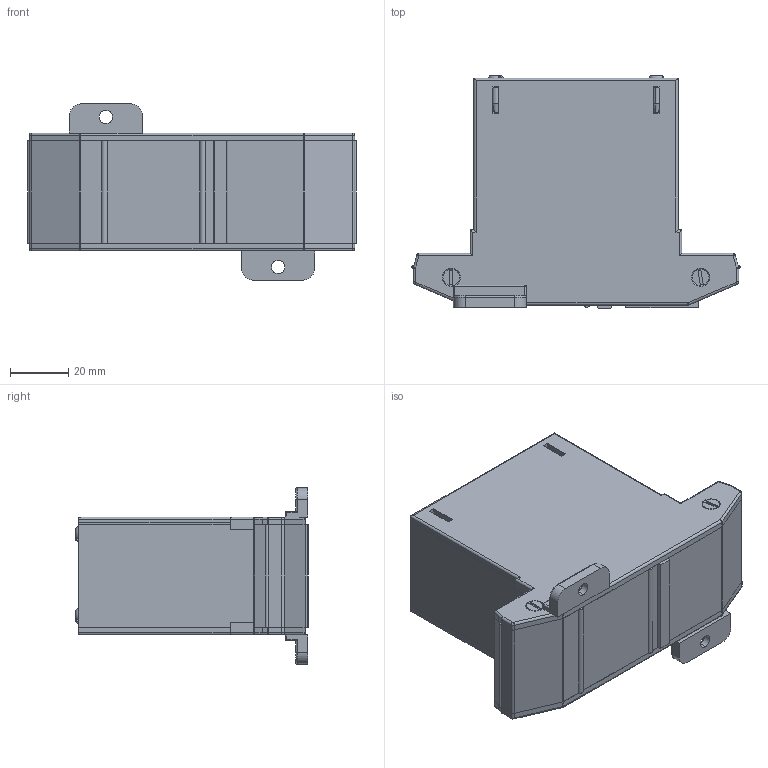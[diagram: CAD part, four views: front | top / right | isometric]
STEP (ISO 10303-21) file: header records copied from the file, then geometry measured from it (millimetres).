
FILE_DESCRIPTION (( 'STEP AP214' ), '1' );
FILE_NAME ('UEWP-035.STEP', '2022-01-17T12:16:49', ( '' ), ( '' ), 'SwSTEP 2.0', 'SolidWorks 2017', '' );
FILE_SCHEMA (( 'AUTOMOTIVE_DESIGN' ));
Length unit declared in the file: millimetre
Products named in the file (30): Low Bracket UBRL; Pin 035; Vertical PCB UE; Horizontal PCB UE-035; Top cover 35; End Plate Screw; Top Cover Screw; End Piece UE; UEWP-035; Base PCB UEC 035; Spacer Piece
Assembly tree (19 placements, depth 2):
  Pin 035
  Vertical PCB UE
  Pin 035
  Horizontal PCB UE-035
  End Plate Screw
Bounding box: 112.5 x 79.8 x 60.4 mm (x, y, z)
Volume: 80654.1 mm3; surface area: 97935 mm2
Topology: 19 solids, 19 shells, 1081 faces, 2791 edges, 1774 vertices
Faces by surface type: plane 620, cylinder 325, torus 60, cone 52, bspline 16, sphere 8
Entity records: 20709 total; most frequent: CARTESIAN_POINT 3718, DIRECTION 3446, ORIENTED_EDGE 3372, EDGE_CURVE 1686, AXIS2_PLACEMENT_3D 1149, VECTOR 1148, LINE 1148, VERTEX_POINT 1081
